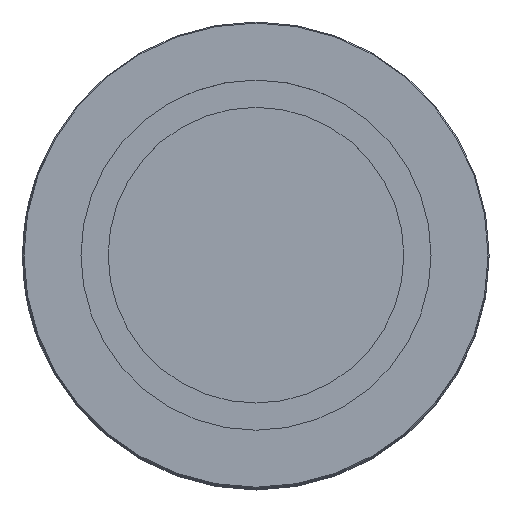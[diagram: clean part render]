
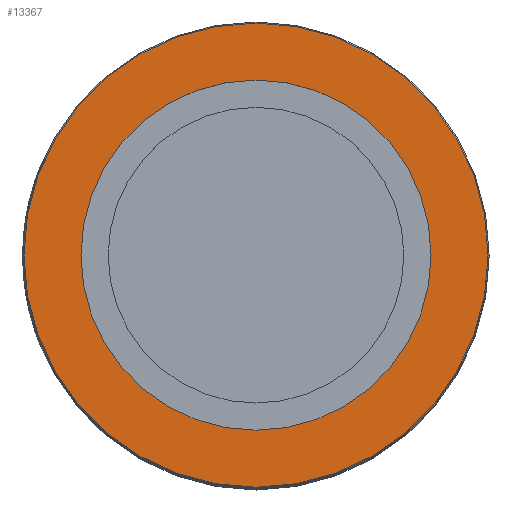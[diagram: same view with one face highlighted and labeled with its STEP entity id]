
A CAD part, top view. The second image highlights one B-rep face of the part: STEP entity #13367.
In plain terms, the highlighted planar face has unit normal (0, 0, 1).
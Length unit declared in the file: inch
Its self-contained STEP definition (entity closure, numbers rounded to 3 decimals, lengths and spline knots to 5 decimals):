
#3366=PLANE('',#14023);
#4168=VERTEX_POINT('',#24010);
#4169=VERTEX_POINT('',#24013);
#4988=CIRCLE('',#14022,1.075);
#4989=CIRCLE('',#14024,0.81102);
#6146=EDGE_CURVE('',#4168,#4168,#4988,.T.);
#6147=EDGE_CURVE('',#4169,#4169,#4989,.T.);
#9225=ORIENTED_EDGE('',*,*,#6147,.T.);
#9226=ORIENTED_EDGE('',*,*,#6146,.F.);
#11707=EDGE_LOOP('',(#9225));
#11708=EDGE_LOOP('',(#9226));
#12555=FACE_BOUND('',#11707,.T.);
#12556=FACE_BOUND('',#11708,.T.);
#13367=ADVANCED_FACE('',(#12555,#12556),#3366,.F.);
#14022=AXIS2_PLACEMENT_3D('',#24009,#15169,#15170);
#14023=AXIS2_PLACEMENT_3D('',#24011,#15171,$);
#14024=AXIS2_PLACEMENT_3D('',#24012,#15172,#15173);
#15169=DIRECTION('',(0.,0.,-1.));
#15170=DIRECTION('',(-1.075,0.,0.));
#15171=DIRECTION('',(0.,0.,-1.));
#15172=DIRECTION('',(0.,0.,-1.));
#15173=DIRECTION('',(-0.811,0.,0.));
#24009=CARTESIAN_POINT('',(0.,0.,0.));
#24010=CARTESIAN_POINT('',(1.075,0.,0.));
#24011=CARTESIAN_POINT('',(0.,0.,0.));
#24012=CARTESIAN_POINT('',(0.,0.,0.));
#24013=CARTESIAN_POINT('',(-0.81102,0.,0.));
